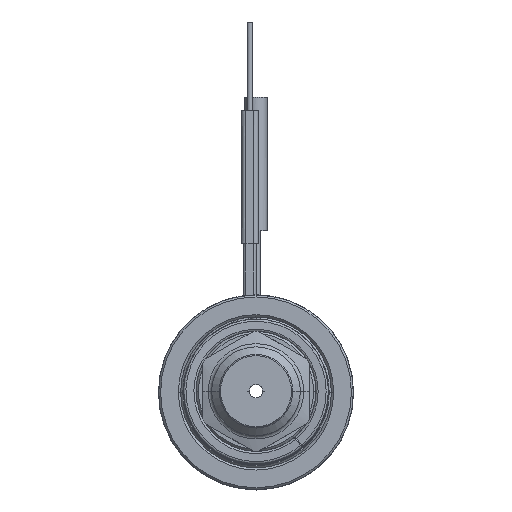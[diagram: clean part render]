
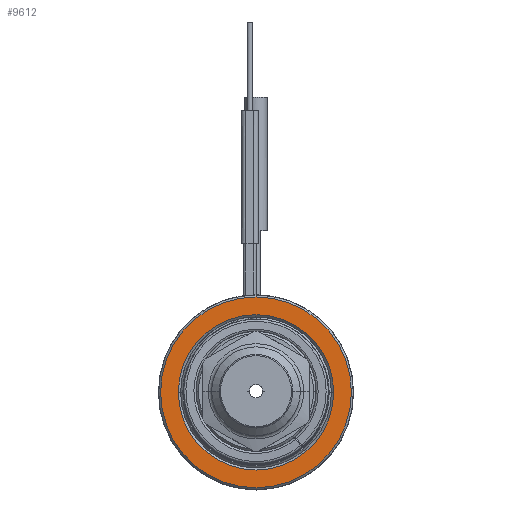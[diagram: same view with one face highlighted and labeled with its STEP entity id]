
A CAD part, top view. The second image highlights one B-rep face of the part: STEP entity #9612.
In plain terms, the highlighted planar face has unit normal (0, 0, 1).
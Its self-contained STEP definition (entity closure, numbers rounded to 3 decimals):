
#1184=CARTESIAN_POINT('',(0.,0.,
40.));
#1185=DIRECTION('',(0.,0.,-1.));
#1186=DIRECTION('',(1.,0.,0.));
#1187=AXIS2_PLACEMENT_3D('',#1184,#1185,#1186);
#1203=CARTESIAN_POINT('',(0.,0.,
40.));
#1204=DIRECTION('',(0.,0.,-1.));
#1205=DIRECTION('',(1.,0.,0.));
#1206=AXIS2_PLACEMENT_3D('',#1203,#1204,#1205);
#1227=CARTESIAN_POINT('',(0.,0.,40.));
#1228=DIRECTION('',(0.,0.,-1.));
#1229=DIRECTION('',(-1.,0.,0.));
#1230=AXIS2_PLACEMENT_3D('',#1227,#1228,#1229);
#1524=CARTESIAN_POINT('',(0.,0.,
40.));
#1525=DIRECTION('',(0.,0.,-1.));
#1526=DIRECTION('',(-1.,0.,0.));
#1527=AXIS2_PLACEMENT_3D('',#1524,#1525,#1526);
#7619=CARTESIAN_POINT('',(21.5,0.,40.));
#7620=CARTESIAN_POINT('',(-21.5,0.,40.));
#7621=VERTEX_POINT('',#7619);
#7622=VERTEX_POINT('',#7620);
#7623=CARTESIAN_POINT('',(17.5,0.,40.));
#7624=CARTESIAN_POINT('',(-17.5,0.,40.));
#7625=VERTEX_POINT('',#7623);
#7626=VERTEX_POINT('',#7624);
#9596=CARTESIAN_POINT('',(0.,0.,40.));
#9597=DIRECTION('',(0.,0.,1.));
#9598=DIRECTION('',(-1.,0.,0.));
#9599=AXIS2_PLACEMENT_3D('',#9596,#9597,#9598);
#9600=PLANE('',#9599);
#9602=ORIENTED_EDGE('',*,*,#9601,.T.);
#9604=ORIENTED_EDGE('',*,*,#9603,.T.);
#9605=EDGE_LOOP('',(#9602,#9604));
#9606=FACE_OUTER_BOUND('',#9605,.F.);
#9607=ORIENTED_EDGE('',*,*,#9586,.F.);
#9609=ORIENTED_EDGE('',*,*,#9608,.F.);
#9610=EDGE_LOOP('',(#9607,#9609));
#9611=FACE_BOUND('',#9610,.F.);
#1188=CIRCLE('',#1187,17.5);
#1207=CIRCLE('',#1206,21.5);
#1231=CIRCLE('',#1230,21.5);
#1528=CIRCLE('',#1527,17.5);
#9586=EDGE_CURVE('',#7625,#7626,#1188,.T.);
#9601=EDGE_CURVE('',#7621,#7622,#1207,.T.);
#9603=EDGE_CURVE('',#7622,#7621,#1231,.T.);
#9608=EDGE_CURVE('',#7626,#7625,#1528,.T.);
#9612=ADVANCED_FACE('',(#9606,#9611),#9600,.T.);
